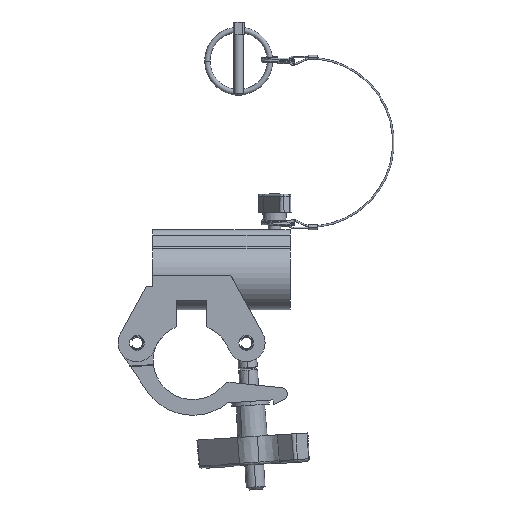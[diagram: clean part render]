
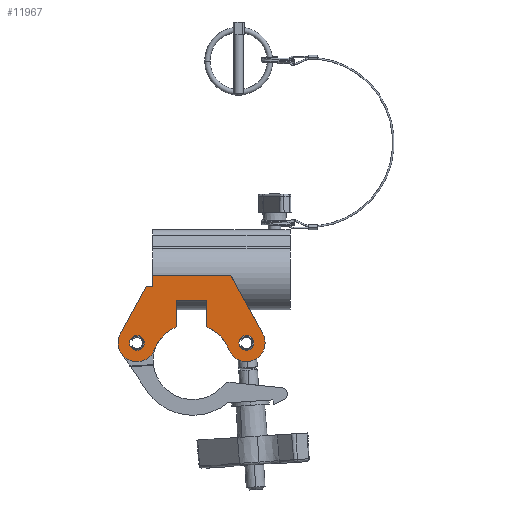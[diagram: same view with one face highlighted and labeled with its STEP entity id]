
A CAD part, left-side view. The second image highlights one B-rep face of the part: STEP entity #11967.
In plain terms, the highlighted face is planar.
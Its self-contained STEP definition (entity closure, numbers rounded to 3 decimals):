
#159 = EDGE_LOOP ( 'NONE', ( #16988, #2983 ) ) ;
#619 = DIRECTION ( 'NONE',  ( 0., 0., 1. ) ) ;
#624 = EDGE_CURVE ( 'NONE', #14078, #18515, #5026, .T. ) ;
#778 = LINE ( 'NONE', #11361, #12623 ) ;
#790 = AXIS2_PLACEMENT_3D ( 'NONE', #9937, #8515, #19403 ) ;
#925 = DIRECTION ( 'NONE',  ( 1., 0., 0. ) ) ;
#1120 = ORIENTED_EDGE ( 'NONE', *, *, #9613, .F. ) ;
#1381 = ORIENTED_EDGE ( 'NONE', *, *, #15939, .T. ) ;
#1462 = CARTESIAN_POINT ( 'NONE',  ( -9.725, 16., -24.95 ) ) ;
#1867 = DIRECTION ( 'NONE',  ( 0., 0., 1. ) ) ;
#2003 = DIRECTION ( 'NONE',  ( 0., 0., 1. ) ) ;
#2136 = CARTESIAN_POINT ( 'NONE',  ( -24.95, 0., -24.95 ) ) ;
#2438 = ORIENTED_EDGE ( 'NONE', *, *, #19963, .F. ) ;
#2471 = AXIS2_PLACEMENT_3D ( 'NONE', #11152, #1867, #12686 ) ;
#2653 = LINE ( 'NONE', #19315, #10406 ) ;
#2983 = ORIENTED_EDGE ( 'NONE', *, *, #20088, .T. ) ;
#3193 = ORIENTED_EDGE ( 'NONE', *, *, #7166, .F. ) ;
#3286 = ORIENTED_EDGE ( 'NONE', *, *, #624, .T. ) ;
#3407 = DIRECTION ( 'NONE',  ( 0., 0., -1. ) ) ;
#3417 = ORIENTED_EDGE ( 'NONE', *, *, #14802, .F. ) ;
#3432 = EDGE_CURVE ( 'NONE', #16197, #20067, #8820, .T. ) ;
#3462 = FACE_BOUND ( 'NONE', #17792, .T. ) ;
#3557 = DIRECTION ( 'NONE',  ( 0.481, 0.877, 0. ) ) ;
#3844 = CARTESIAN_POINT ( 'NONE',  ( 9.725, 16., -24.95 ) ) ;
#3984 = CARTESIAN_POINT ( 'NONE',  ( -47., 7.314, -24.95 ) ) ;
#4041 = AXIS2_PLACEMENT_3D ( 'NONE', #9199, #20094, #10771 ) ;
#4052 = VERTEX_POINT ( 'NONE', #10470 ) ;
#4708 = VECTOR ( 'NONE', #13849, 1000. ) ;
#5006 = EDGE_CURVE ( 'NONE', #5295, #14343, #14342, .T. ) ;
#5026 = CIRCLE ( 'NONE', #12762, 4.75 ) ;
#5265 = EDGE_CURVE ( 'NONE', #10495, #13500, #6324, .T. ) ;
#5295 = VERTEX_POINT ( 'NONE', #1462 ) ;
#5783 = VERTEX_POINT ( 'NONE', #19776 ) ;
#6057 = DIRECTION ( 'NONE',  ( 0., 0., 1. ) ) ;
#6107 = AXIS2_PLACEMENT_3D ( 'NONE', #19231, #10189, #925 ) ;
#6142 = CIRCLE ( 'NONE', #6468, 12. ) ;
#6324 = CIRCLE ( 'NONE', #6750, 12. ) ;
#6332 = CIRCLE ( 'NONE', #2471, 4.75 ) ;
#6436 = CARTESIAN_POINT ( 'NONE',  ( -30.25, 43.22, -24.95 ) ) ;
#6439 = LINE ( 'NONE', #14373, #10567 ) ;
#6468 = AXIS2_PLACEMENT_3D ( 'NONE', #9865, #619, #11442 ) ;
#6735 = CARTESIAN_POINT ( 'NONE',  ( -9.725, 16., -24.95 ) ) ;
#6738 = VERTEX_POINT ( 'NONE', #14061 ) ;
#6750 = AXIS2_PLACEMENT_3D ( 'NONE', #15331, #6057, #16930 ) ;
#6896 = CARTESIAN_POINT ( 'NONE',  ( -24.95, 7.314, -24.95 ) ) ;
#6944 = PLANE ( 'NONE',  #790 ) ;
#6946 = CARTESIAN_POINT ( 'NONE',  ( -9.725, 16., -24.95 ) ) ;
#7028 = CARTESIAN_POINT ( 'NONE',  ( -9.725, 32.937, -24.95 ) ) ;
#7166 = EDGE_CURVE ( 'NONE', #13500, #5783, #2653, .T. ) ;
#7385 = CARTESIAN_POINT ( 'NONE',  ( 23.77, 47.449, -24.95 ) ) ;
#7442 = CARTESIAN_POINT ( 'NONE',  ( -23.77, 47.449, -24.95 ) ) ;
#8191 = DIRECTION ( 'NONE',  ( 0., 0., 1. ) ) ;
#8361 = DIRECTION ( 'NONE',  ( 0., 1., 0. ) ) ;
#8418 = CARTESIAN_POINT ( 'NONE',  ( -35., 43.22, -24.95 ) ) ;
#8515 = DIRECTION ( 'NONE',  ( 0., 0., 1. ) ) ;
#8820 = LINE ( 'NONE', #3844, #4708 ) ;
#9022 = VERTEX_POINT ( 'NONE', #2136 ) ;
#9166 = VECTOR ( 'NONE', #14815, 1000. ) ;
#9169 = ORIENTED_EDGE ( 'NONE', *, *, #5006, .F. ) ;
#9199 = CARTESIAN_POINT ( 'NONE',  ( 0., 56.402, -24.95 ) ) ;
#9411 = ORIENTED_EDGE ( 'NONE', *, *, #5265, .F. ) ;
#9613 = EDGE_CURVE ( 'NONE', #17114, #6738, #6439, .T. ) ;
#9865 = CARTESIAN_POINT ( 'NONE',  ( -35., 43.22, -24.95 ) ) ;
#9937 = CARTESIAN_POINT ( 'NONE',  ( 35., 43.22, -24.95 ) ) ;
#9970 = VECTOR ( 'NONE', #15751, 1000. ) ;
#10189 = DIRECTION ( 'NONE',  ( 0., 0., 1. ) ) ;
#10312 = CARTESIAN_POINT ( 'NONE',  ( -47., 43.22, -24.95 ) ) ;
#10406 = VECTOR ( 'NONE', #16960, 1000. ) ;
#10470 = CARTESIAN_POINT ( 'NONE',  ( 39.75, 43.22, -24.95 ) ) ;
#10473 = LINE ( 'NONE', #14182, #9970 ) ;
#10495 = VERTEX_POINT ( 'NONE', #10312 ) ;
#10567 = VECTOR ( 'NONE', #3557, 1000. ) ;
#10613 = VERTEX_POINT ( 'NONE', #7442 ) ;
#10710 = ORIENTED_EDGE ( 'NONE', *, *, #10970, .F. ) ;
#10771 = DIRECTION ( 'NONE',  ( -1., 0., 0. ) ) ;
#10970 = EDGE_CURVE ( 'NONE', #10613, #10495, #6142, .T. ) ;
#11056 = EDGE_CURVE ( 'NONE', #20067, #5295, #13889, .T. ) ;
#11152 = CARTESIAN_POINT ( 'NONE',  ( 35., 43.22, -24.95 ) ) ;
#11297 = CARTESIAN_POINT ( 'NONE',  ( 35., 43.22, -24.95 ) ) ;
#11361 = CARTESIAN_POINT ( 'NONE',  ( -24.95, 43.22, -24.95 ) ) ;
#11365 = ORIENTED_EDGE ( 'NONE', *, *, #18642, .F. ) ;
#11442 = DIRECTION ( 'NONE',  ( -1., 0., 0. ) ) ;
#11482 = VERTEX_POINT ( 'NONE', #6896 ) ;
#11701 = FACE_OUTER_BOUND ( 'NONE', #16823, .T. ) ;
#11967 = ADVANCED_FACE ( 'NONE', ( #11701, #19980, #3462 ), #6944, .F. ) ;
#12034 = CIRCLE ( 'NONE', #4041, 25.4 ) ;
#12086 = CIRCLE ( 'NONE', #15683, 12. ) ;
#12337 = EDGE_CURVE ( 'NONE', #18612, #4052, #6332, .T. ) ;
#12413 = EDGE_CURVE ( 'NONE', #9022, #11482, #778, .T. ) ;
#12476 = ORIENTED_EDGE ( 'NONE', *, *, #3432, .F. ) ;
#12505 = CARTESIAN_POINT ( 'NONE',  ( -45.524, 37.453, -24.95 ) ) ;
#12623 = VECTOR ( 'NONE', #14250, 1000. ) ;
#12663 = CARTESIAN_POINT ( 'NONE',  ( 0., 56.402, -24.95 ) ) ;
#12686 = DIRECTION ( 'NONE',  ( 1., 0., 0. ) ) ;
#12762 = AXIS2_PLACEMENT_3D ( 'NONE', #8418, #17749, #17122 ) ;
#12828 = DIRECTION ( 'NONE',  ( 1., 0., 0. ) ) ;
#13500 = VERTEX_POINT ( 'NONE', #12505 ) ;
#13823 = CARTESIAN_POINT ( 'NONE',  ( -39.75, 43.22, -24.95 ) ) ;
#13849 = DIRECTION ( 'NONE',  ( 0., -1., 0. ) ) ;
#13889 = LINE ( 'NONE', #6946, #18063 ) ;
#14061 = CARTESIAN_POINT ( 'NONE',  ( 45.524, 37.453, -24.95 ) ) ;
#14078 = VERTEX_POINT ( 'NONE', #6436 ) ;
#14182 = CARTESIAN_POINT ( 'NONE',  ( -25., 0., -24.95 ) ) ;
#14223 = DIRECTION ( 'NONE',  ( 1., 0., 0. ) ) ;
#14250 = DIRECTION ( 'NONE',  ( 0., 1., 0. ) ) ;
#14342 = LINE ( 'NONE', #6735, #18019 ) ;
#14343 = VERTEX_POINT ( 'NONE', #7028 ) ;
#14373 = CARTESIAN_POINT ( 'NONE',  ( 25., 0., -24.95 ) ) ;
#14802 = EDGE_CURVE ( 'NONE', #6738, #18423, #12086, .T. ) ;
#14815 = DIRECTION ( 'NONE',  ( -1., 0., 0. ) ) ;
#14993 = EDGE_CURVE ( 'NONE', #11482, #5783, #17941, .T. ) ;
#15079 = ORIENTED_EDGE ( 'NONE', *, *, #14993, .T. ) ;
#15103 = ORIENTED_EDGE ( 'NONE', *, *, #11056, .F. ) ;
#15331 = CARTESIAN_POINT ( 'NONE',  ( -35., 43.22, -24.95 ) ) ;
#15653 = CARTESIAN_POINT ( 'NONE',  ( 30.25, 43.22, -24.95 ) ) ;
#15683 = AXIS2_PLACEMENT_3D ( 'NONE', #11297, #2003, #12828 ) ;
#15751 = DIRECTION ( 'NONE',  ( 1., 0., 0. ) ) ;
#15939 = EDGE_CURVE ( 'NONE', #18515, #14078, #19362, .T. ) ;
#16014 = CARTESIAN_POINT ( 'NONE',  ( 9.725, 16., -24.95 ) ) ;
#16197 = VERTEX_POINT ( 'NONE', #16550 ) ;
#16231 = AXIS2_PLACEMENT_3D ( 'NONE', #17517, #8191, #19085 ) ;
#16300 = CIRCLE ( 'NONE', #6107, 4.75 ) ;
#16369 = AXIS2_PLACEMENT_3D ( 'NONE', #12663, #3407, #14223 ) ;
#16432 = EDGE_CURVE ( 'NONE', #14343, #10613, #12034, .T. ) ;
#16550 = CARTESIAN_POINT ( 'NONE',  ( 9.725, 32.937, -24.95 ) ) ;
#16823 = EDGE_LOOP ( 'NONE', ( #18637, #15079, #3193, #9411, #10710, #19003, #9169, #15103, #12476, #11365, #3417, #1120, #2438 ) ) ;
#16930 = DIRECTION ( 'NONE',  ( -1., 0., 0. ) ) ;
#16960 = DIRECTION ( 'NONE',  ( 0.481, -0.877, 0. ) ) ;
#16988 = ORIENTED_EDGE ( 'NONE', *, *, #12337, .T. ) ;
#17114 = VERTEX_POINT ( 'NONE', #17855 ) ;
#17122 = DIRECTION ( 'NONE',  ( -1., 0., 0. ) ) ;
#17517 = CARTESIAN_POINT ( 'NONE',  ( -35., 43.22, -24.95 ) ) ;
#17749 = DIRECTION ( 'NONE',  ( 0., 0., 1. ) ) ;
#17792 = EDGE_LOOP ( 'NONE', ( #1381, #3286 ) ) ;
#17839 = DIRECTION ( 'NONE',  ( -1., 0., 0. ) ) ;
#17855 = CARTESIAN_POINT ( 'NONE',  ( 25., 0., -24.95 ) ) ;
#17941 = LINE ( 'NONE', #3984, #9166 ) ;
#18019 = VECTOR ( 'NONE', #8361, 1000. ) ;
#18063 = VECTOR ( 'NONE', #17839, 1000. ) ;
#18423 = VERTEX_POINT ( 'NONE', #7385 ) ;
#18515 = VERTEX_POINT ( 'NONE', #13823 ) ;
#18554 = CIRCLE ( 'NONE', #16369, 25.4 ) ;
#18612 = VERTEX_POINT ( 'NONE', #15653 ) ;
#18637 = ORIENTED_EDGE ( 'NONE', *, *, #12413, .T. ) ;
#18642 = EDGE_CURVE ( 'NONE', #18423, #16197, #18554, .T. ) ;
#19003 = ORIENTED_EDGE ( 'NONE', *, *, #16432, .F. ) ;
#19085 = DIRECTION ( 'NONE',  ( -1., 0., 0. ) ) ;
#19231 = CARTESIAN_POINT ( 'NONE',  ( 35., 43.22, -24.95 ) ) ;
#19315 = CARTESIAN_POINT ( 'NONE',  ( -25., 0., -24.95 ) ) ;
#19362 = CIRCLE ( 'NONE', #16231, 4.75 ) ;
#19403 = DIRECTION ( 'NONE',  ( 1., 0., 0. ) ) ;
#19776 = CARTESIAN_POINT ( 'NONE',  ( -29.008, 7.314, -24.95 ) ) ;
#19963 = EDGE_CURVE ( 'NONE', #9022, #17114, #10473, .T. ) ;
#19980 = FACE_BOUND ( 'NONE', #159, .T. ) ;
#20067 = VERTEX_POINT ( 'NONE', #16014 ) ;
#20088 = EDGE_CURVE ( 'NONE', #4052, #18612, #16300, .T. ) ;
#20094 = DIRECTION ( 'NONE',  ( 0., 0., -1. ) ) ;
